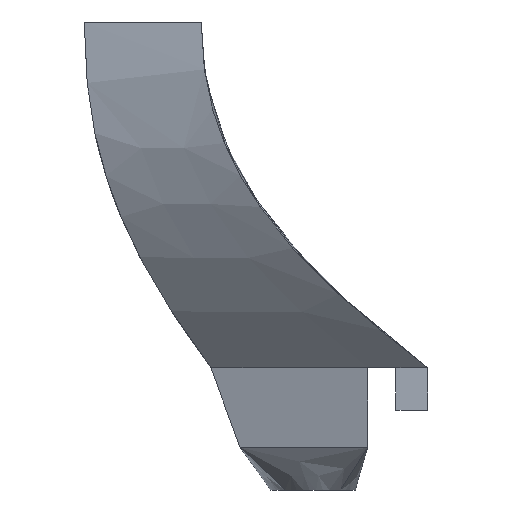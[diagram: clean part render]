
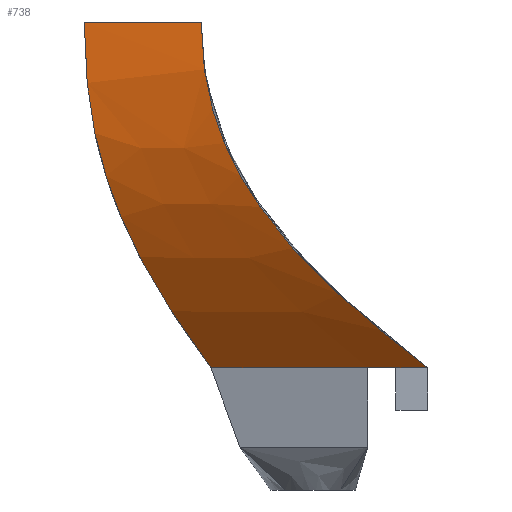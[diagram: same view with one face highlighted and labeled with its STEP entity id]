
A CAD part, left-side view. The second image highlights one B-rep face of the part: STEP entity #738.
In plain terms, the highlighted free-form (B-spline) face has degree [3, 3] with [4, 4] control points.
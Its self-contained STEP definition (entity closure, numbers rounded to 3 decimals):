
#22=B_SPLINE_SURFACE_WITH_KNOTS('',3,3,((#1390,#1391,#1392,#1393),(#1394,
#1395,#1396,#1397),(#1398,#1399,#1400,#1401),(#1402,#1403,#1404,#1405)),
 .UNSPECIFIED.,.F.,.F.,.F.,(4,4),(4,4),(0.,1.),(0.,1.),.UNSPECIFIED.);
#58=B_SPLINE_CURVE_WITH_KNOTS('',3,(#1406,#1407,#1408,#1409),
 .UNSPECIFIED.,.F.,.F.,(4,4),(0.,1.),.UNSPECIFIED.);
#59=B_SPLINE_CURVE_WITH_KNOTS('',3,(#1410,#1411,#1412,#1413),
 .UNSPECIFIED.,.F.,.F.,(4,4),(0.,1.),.UNSPECIFIED.);
#124=FACE_OUTER_BOUND('',#172,.T.);
#172=EDGE_LOOP('',(#653,#654,#655,#656,#657,#658));
#222=LINE('',#1349,#288);
#236=LINE('',#1376,#302);
#240=LINE('',#1382,#306);
#242=LINE('',#1387,#308);
#288=VECTOR('',#904,10.);
#302=VECTOR('',#930,10.);
#306=VECTOR('',#938,10.);
#308=VECTOR('',#942,10.);
#374=VERTEX_POINT('',#1340);
#377=VERTEX_POINT('',#1348);
#383=VERTEX_POINT('',#1371);
#384=VERTEX_POINT('',#1375);
#385=VERTEX_POINT('',#1385);
#386=VERTEX_POINT('',#1386);
#462=EDGE_CURVE('',#374,#377,#222,.T.);
#476=EDGE_CURVE('',#384,#383,#236,.T.);
#480=EDGE_CURVE('',#383,#374,#240,.T.);
#482=EDGE_CURVE('',#385,#386,#242,.T.);
#485=EDGE_CURVE('',#385,#384,#58,.T.);
#486=EDGE_CURVE('',#386,#377,#59,.T.);
#653=ORIENTED_EDGE('',*,*,#482,.F.);
#654=ORIENTED_EDGE('',*,*,#485,.T.);
#655=ORIENTED_EDGE('',*,*,#476,.T.);
#656=ORIENTED_EDGE('',*,*,#480,.T.);
#657=ORIENTED_EDGE('',*,*,#462,.T.);
#658=ORIENTED_EDGE('',*,*,#486,.F.);
#738=ADVANCED_FACE('',(#124),#22,.F.);
#904=DIRECTION('',(0.,-1.,0.));
#930=DIRECTION('',(0.,-1.,0.));
#938=DIRECTION('',(0.,-1.,0.));
#942=DIRECTION('',(0.,-1.,0.));
#1340=CARTESIAN_POINT('',(-8.894,-23.8,-17.5));
#1348=CARTESIAN_POINT('',(-8.894,-26.8,-17.5));
#1349=CARTESIAN_POINT('',(-8.894,-25.3,-17.5));
#1371=CARTESIAN_POINT('',(-8.894,-21.15,-17.5));
#1375=CARTESIAN_POINT('',(-8.894,-6.403,-17.5));
#1376=CARTESIAN_POINT('',(-8.894,-25.3,-17.5));
#1382=CARTESIAN_POINT('',(-8.894,-25.3,-17.5));
#1385=CARTESIAN_POINT('',(-23.5,5.5,15.));
#1386=CARTESIAN_POINT('',(-23.5,-5.5,15.));
#1387=CARTESIAN_POINT('',(-23.5,5.5,15.));
#1390=CARTESIAN_POINT('Ctrl Pts',(-23.5,5.5,15.));
#1391=CARTESIAN_POINT('Ctrl Pts',(-23.5,5.5,1.885));
#1392=CARTESIAN_POINT('Ctrl Pts',(-18.631,1.532,-6.77));
#1393=CARTESIAN_POINT('Ctrl Pts',(-8.894,-6.403,-17.5));
#1394=CARTESIAN_POINT('Ctrl Pts',(-23.5,1.833,15.));
#1395=CARTESIAN_POINT('Ctrl Pts',(-23.5,1.833,1.885));
#1396=CARTESIAN_POINT('Ctrl Pts',(-18.631,-3.178,-6.735));
#1397=CARTESIAN_POINT('Ctrl Pts',(-8.894,-13.202,-17.5));
#1398=CARTESIAN_POINT('Ctrl Pts',(-23.5,-1.833,15.));
#1399=CARTESIAN_POINT('Ctrl Pts',(-23.5,-1.833,1.885));
#1400=CARTESIAN_POINT('Ctrl Pts',(-18.631,-7.889,-6.701));
#1401=CARTESIAN_POINT('Ctrl Pts',(-8.894,-20.001,-17.5));
#1402=CARTESIAN_POINT('Ctrl Pts',(-23.5,-5.5,15.));
#1403=CARTESIAN_POINT('Ctrl Pts',(-23.5,-5.5,1.885));
#1404=CARTESIAN_POINT('Ctrl Pts',(-18.631,-12.6,-6.667));
#1405=CARTESIAN_POINT('Ctrl Pts',(-8.894,-26.8,-17.5));
#1406=CARTESIAN_POINT('Ctrl Pts',(-23.5,5.5,15.));
#1407=CARTESIAN_POINT('Ctrl Pts',(-23.5,5.5,1.885));
#1408=CARTESIAN_POINT('Ctrl Pts',(-18.631,1.532,-6.77));
#1409=CARTESIAN_POINT('Ctrl Pts',(-8.894,-6.403,-17.5));
#1410=CARTESIAN_POINT('Ctrl Pts',(-23.5,-5.5,15.));
#1411=CARTESIAN_POINT('Ctrl Pts',(-23.5,-5.5,1.885));
#1412=CARTESIAN_POINT('Ctrl Pts',(-18.631,-12.6,-6.667));
#1413=CARTESIAN_POINT('Ctrl Pts',(-8.894,-26.8,-17.5));
